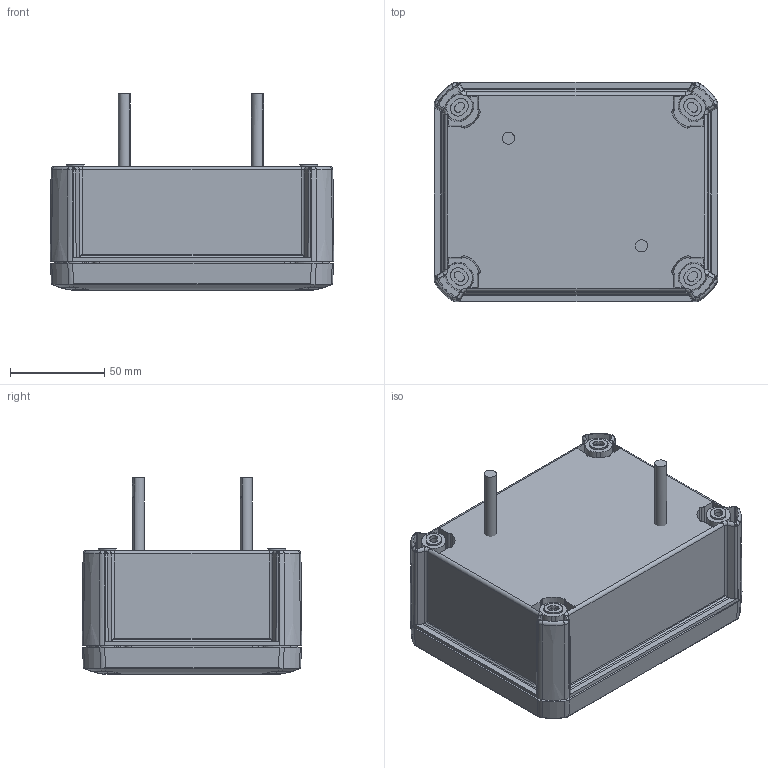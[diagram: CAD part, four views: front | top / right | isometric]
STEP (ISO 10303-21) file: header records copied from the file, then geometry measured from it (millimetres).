
FILE_DESCRIPTION (( 'STEP AP214' ), '1' );
FILE_NAME ('7205510.stp', '2017-10-05T12:41:15', ( '' ), ( '' ), 'SwSTEP 2.0', 'SolidWorks 2016', '' );
FILE_SCHEMA (( 'AUTOMOTIVE_DESIGN' ));
Length unit declared in the file: millimetre
Products named in the file (16): Unterteil_150x116.1; Montageschiene_mit_Klemmen; Schraube_M_5x8_DIN_7985; VERBINDUNGSKLEMME_6QMM; P_022859_2_hülse; P_022859_1_Schraube.1.2; P_022859_3_Keramik; 6X50_BRANDSCHUTZ-SCHRAUBANKER; P_0000004881_1_PE-Verteilerklemme_4mm; P_0000004861_1_Scheibendichtung_20x5x2.1; Montageschiene; Kontakttraeger; Drehraste; 7205510; Kabelabzweigkasten_T100E_4-5; Deckel_150x115.1.3
Assembly tree (25 placements, depth 5):
  7205510
    Kabelabzweigkasten_T100E_4-5
      Drehraste  x4
      Montageschiene_mit_Klemmen
        Kontakttraeger
        Montageschiene
        P_0000004861_1_Scheibendichtung_20x5x2.1  x2
        P_0000004881_1_PE-Verteilerklemme_4mm
        6X50_BRANDSCHUTZ-SCHRAUBANKER  x2
        VERBINDUNGSKLEMME_6QMM  x4
          P_022859_3_Keramik
          P_022859_1_Schraube.1.2
          P_022859_2_hülse
        Schraube_M_5x8_DIN_7985  x2
      Unterteil_150x116.1
      Deckel_150x115.1.3
Bounding box: 150.6 x 116.6 x 104.37 mm (x, y, z)
Volume: 198443.2 mm3; surface area: 205190.1 mm2
Topology: 31 solids, 35 shells, 2153 faces, 5905 edges, 3790 vertices
Faces by surface type: plane 824, cylinder 537, bspline 364, cone 323, torus 101, sphere 4
Entity records: 81442 total; most frequent: CARTESIAN_POINT 44637, ORIENTED_EDGE 9076, DIRECTION 5052, EDGE_CURVE 4538, VERTEX_POINT 2881, B_SPLINE_CURVE_WITH_KNOTS 2578, AXIS2_PLACEMENT_3D 1808, EDGE_LOOP 1749
